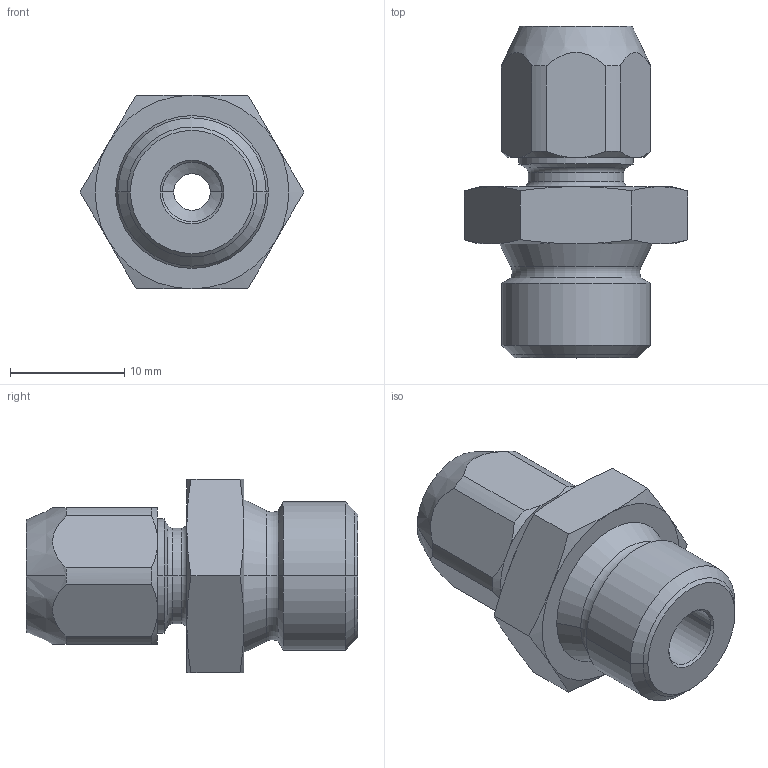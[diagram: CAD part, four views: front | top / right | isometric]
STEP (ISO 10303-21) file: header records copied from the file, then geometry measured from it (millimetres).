
FILE_DESCRIPTION(( 'CX.11.06.14.stp' ), '1');
FILE_NAME( 'CX.11.06.14.stp', '2018-08-24T14:34:41',( 'Sopra'),('sopra-pneumatic.com'), 'SwSTEP 2.0','SolidWorks 2009','' );
FILE_SCHEMA(('CONFIG_CONTROL_DESIGN'));
Length unit declared in the file: millimetre
Products named in the file (1): 360015B_151X4-6-4-1-4
Bounding box: 19.63 x 29.1 x 17 mm (x, y, z)
Volume: 3354.5 mm3; surface area: 2609.5 mm2
Topology: 1 solids, 2 shells, 83 faces, 190 edges, 114 vertices
Faces by surface type: cone 32, cylinder 22, plane 19, torus 10
Entity records: 2499 total; most frequent: CARTESIAN_POINT 589, DIRECTION 410, ORIENTED_EDGE 376, EDGE_CURVE 190, AXIS2_PLACEMENT_3D 178, VERTEX_POINT 114, CIRCLE 94, EDGE_LOOP 90
